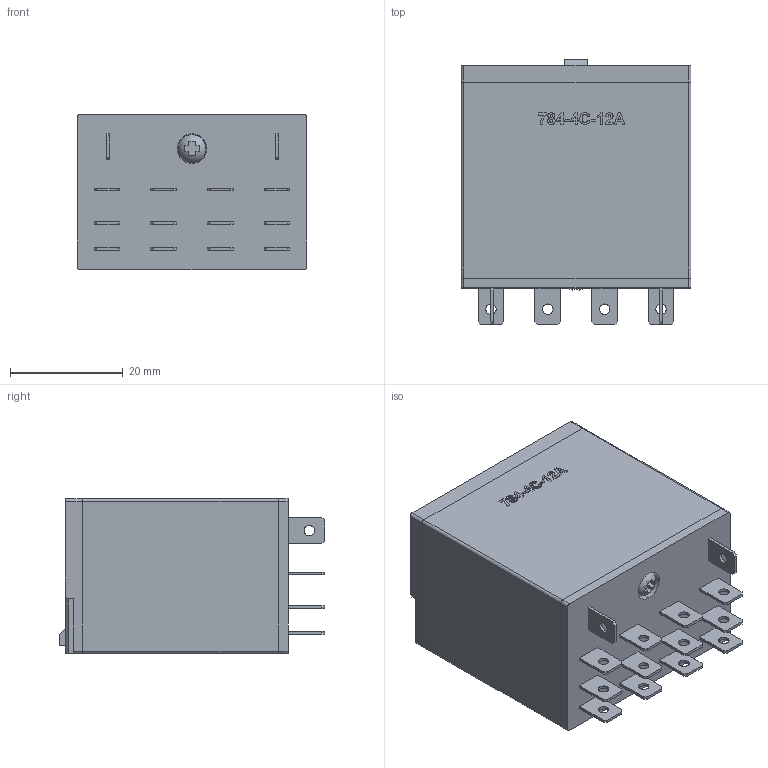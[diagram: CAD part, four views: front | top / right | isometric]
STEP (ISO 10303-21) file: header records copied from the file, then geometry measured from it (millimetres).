
FILE_DESCRIPTION (( 'STEP AP214' ), '1' );
FILE_NAME ('784-4C-12A.STEP', '2013-11-26T19:16:46', ( '' ), ( '' ), 'SwSTEP 2.0', 'SolidWorks 2013', '' );
FILE_SCHEMA (( 'AUTOMOTIVE_DESIGN' ));
Length unit declared in the file: millimetre
Products named in the file (1): 784-4C-12A
Bounding box: 40.75 x 47.1 x 27.62 mm (x, y, z)
Volume: 43977 mm3; surface area: 13566.3 mm2
Topology: 18 solids, 18 shells, 399 faces, 994 edges, 659 vertices
Faces by surface type: plane 303, cylinder 56, bspline 39, sphere 1
Entity records: 18351 total; most frequent: CARTESIAN_POINT 4361, ORIENTED_EDGE 1984, DIRECTION 1760, EDGE_CURVE 992, VECTOR 790, LINE 790, VERTEX_POINT 658, AXIS2_PLACEMENT_3D 485
